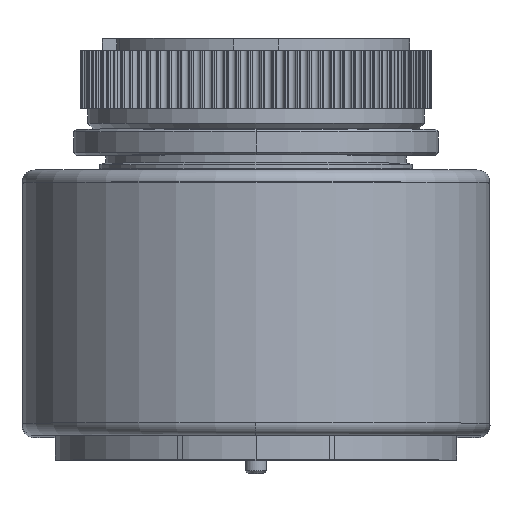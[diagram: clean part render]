
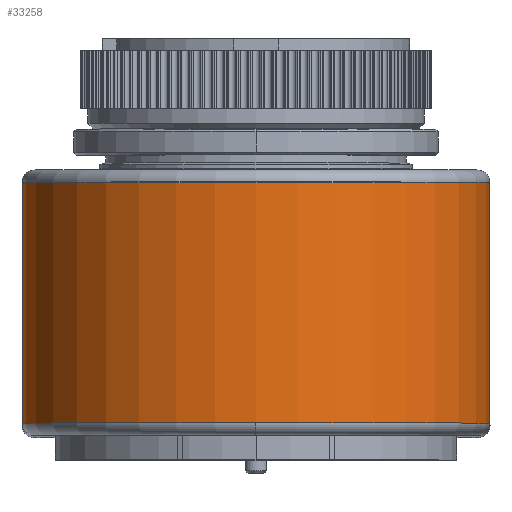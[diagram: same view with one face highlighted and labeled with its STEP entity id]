
A CAD part, top view. The second image highlights one B-rep face of the part: STEP entity #33258.
In plain terms, the highlighted cylindrical face has radius 57 mm (diameter 114 mm), a partial arc.
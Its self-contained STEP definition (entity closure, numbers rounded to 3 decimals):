
#1177=CYLINDRICAL_SURFACE('',#39349,57.);
#2131=FACE_OUTER_BOUND('',#3486,.T.);
#3486=EDGE_LOOP('',(#28743,#28744,#28745,#28746));
#5714=LINE('',#61127,#8462);
#5715=LINE('',#61131,#8463);
#8462=VECTOR('',#48274,58.5);
#8463=VECTOR('',#48277,58.5);
#11888=CIRCLE('',#39350,57.);
#11889=CIRCLE('',#39351,57.);
#16635=VERTEX_POINT('',#61125);
#16636=VERTEX_POINT('',#61126);
#16637=VERTEX_POINT('',#61128);
#16638=VERTEX_POINT('',#61130);
#22689=EDGE_CURVE('',#16635,#16636,#5714,.T.);
#22690=EDGE_CURVE('',#16636,#16637,#11888,.T.);
#22691=EDGE_CURVE('',#16637,#16638,#5715,.T.);
#22692=EDGE_CURVE('',#16638,#16635,#11889,.T.);
#28743=ORIENTED_EDGE('',*,*,#22689,.T.);
#28744=ORIENTED_EDGE('',*,*,#22690,.T.);
#28745=ORIENTED_EDGE('',*,*,#22691,.T.);
#28746=ORIENTED_EDGE('',*,*,#22692,.T.);
#33258=ADVANCED_FACE('',(#2131),#1177,.T.);
#39349=AXIS2_PLACEMENT_3D('',#61124,#48272,#48273);
#39350=AXIS2_PLACEMENT_3D('',#61129,#48275,#48276);
#39351=AXIS2_PLACEMENT_3D('',#61132,#48278,#48279);
#48272=DIRECTION('center_axis',(0.,1.,0.));
#48273=DIRECTION('ref_axis',(0.,0.,1.));
#48274=DIRECTION('',(0.,-1.,0.));
#48275=DIRECTION('center_axis',(0.,1.,0.));
#48276=DIRECTION('ref_axis',(0.,0.,-1.));
#48277=DIRECTION('',(0.,1.,0.));
#48278=DIRECTION('center_axis',(0.,-1.,0.));
#48279=DIRECTION('ref_axis',(1.,0.,0.));
#61124=CARTESIAN_POINT('Origin',(0.2,166.425,404.651));
#61125=CARTESIAN_POINT('',(-56.8,195.675,404.651));
#61126=CARTESIAN_POINT('',(-56.8,137.175,404.651));
#61127=CARTESIAN_POINT('',(-56.8,195.675,404.651));
#61128=CARTESIAN_POINT('',(57.2,137.175,404.651));
#61129=CARTESIAN_POINT('Origin',(0.2,137.175,404.651));
#61130=CARTESIAN_POINT('',(57.2,195.675,404.651));
#61131=CARTESIAN_POINT('',(57.2,137.175,404.651));
#61132=CARTESIAN_POINT('Origin',(0.2,195.675,404.651));
